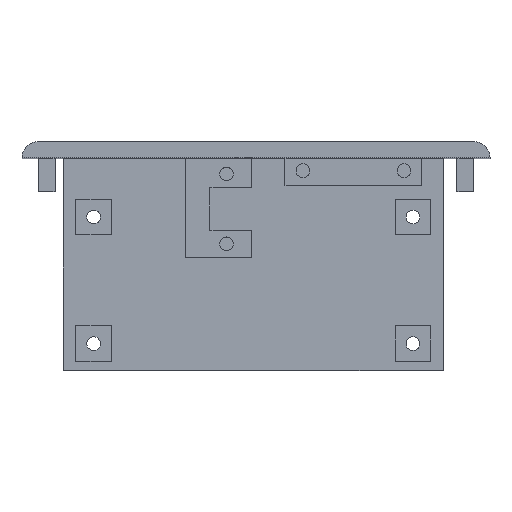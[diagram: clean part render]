
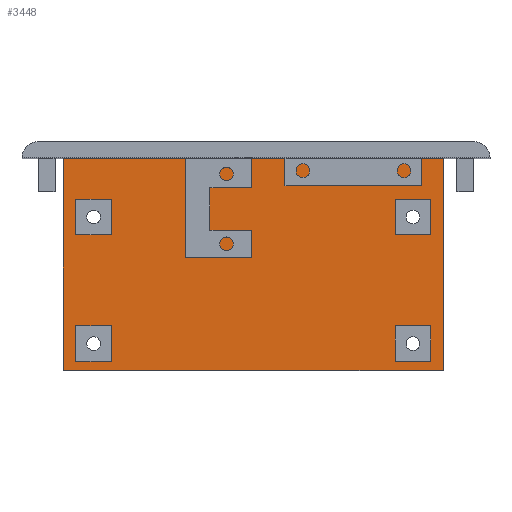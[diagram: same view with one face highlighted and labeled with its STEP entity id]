
A CAD part, top view. The second image highlights one B-rep face of the part: STEP entity #3448.
In plain terms, the highlighted planar face has unit normal (0, 0, 1).
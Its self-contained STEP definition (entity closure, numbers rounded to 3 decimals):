
#30=FACE_BOUND('',#425,.T.);
#31=FACE_BOUND('',#426,.T.);
#32=FACE_BOUND('',#427,.T.);
#33=FACE_BOUND('',#428,.T.);
#224=FACE_OUTER_BOUND('',#424,.T.);
#424=EDGE_LOOP('',(#2683,#2684,#2685,#2686));
#425=EDGE_LOOP('',(#2687,#2688,#2689,#2690));
#426=EDGE_LOOP('',(#2691,#2692,#2693,#2694));
#427=EDGE_LOOP('',(#2695,#2696,#2697,#2698));
#428=EDGE_LOOP('',(#2699,#2700,#2701,#2702));
#715=LINE('',#5060,#1155);
#719=LINE('',#5067,#1159);
#723=LINE('',#5077,#1163);
#725=LINE('',#5080,#1165);
#728=LINE('',#5089,#1168);
#732=LINE('',#5096,#1172);
#736=LINE('',#5106,#1176);
#738=LINE('',#5109,#1178);
#741=LINE('',#5118,#1181);
#745=LINE('',#5125,#1185);
#749=LINE('',#5135,#1189);
#751=LINE('',#5138,#1191);
#754=LINE('',#5147,#1194);
#758=LINE('',#5154,#1198);
#762=LINE('',#5164,#1202);
#764=LINE('',#5167,#1204);
#777=LINE('',#5196,#1217);
#785=LINE('',#5214,#1225);
#788=LINE('',#5219,#1228);
#789=LINE('',#5220,#1229);
#1155=VECTOR('',#4128,10.);
#1159=VECTOR('',#4134,10.);
#1163=VECTOR('',#4144,10.);
#1165=VECTOR('',#4148,10.);
#1168=VECTOR('',#4155,10.);
#1172=VECTOR('',#4161,10.);
#1176=VECTOR('',#4171,10.);
#1178=VECTOR('',#4175,10.);
#1181=VECTOR('',#4182,10.);
#1185=VECTOR('',#4188,10.);
#1189=VECTOR('',#4198,10.);
#1191=VECTOR('',#4202,10.);
#1194=VECTOR('',#4209,10.);
#1198=VECTOR('',#4215,10.);
#1202=VECTOR('',#4225,10.);
#1204=VECTOR('',#4229,10.);
#1217=VECTOR('',#4252,10.);
#1225=VECTOR('',#4264,10.);
#1228=VECTOR('',#4269,10.);
#1229=VECTOR('',#4270,10.);
#1553=VERTEX_POINT('',#5057);
#1554=VERTEX_POINT('',#5059);
#1556=VERTEX_POINT('',#5065);
#1559=VERTEX_POINT('',#5075);
#1562=VERTEX_POINT('',#5086);
#1563=VERTEX_POINT('',#5088);
#1565=VERTEX_POINT('',#5094);
#1568=VERTEX_POINT('',#5104);
#1571=VERTEX_POINT('',#5115);
#1572=VERTEX_POINT('',#5117);
#1574=VERTEX_POINT('',#5123);
#1577=VERTEX_POINT('',#5133);
#1580=VERTEX_POINT('',#5144);
#1581=VERTEX_POINT('',#5146);
#1583=VERTEX_POINT('',#5152);
#1586=VERTEX_POINT('',#5162);
#1596=VERTEX_POINT('',#5193);
#1597=VERTEX_POINT('',#5195);
#1604=VERTEX_POINT('',#5211);
#1605=VERTEX_POINT('',#5213);
#1935=EDGE_CURVE('',#1554,#1553,#715,.T.);
#1939=EDGE_CURVE('',#1553,#1556,#719,.T.);
#1944=EDGE_CURVE('',#1556,#1559,#723,.T.);
#1946=EDGE_CURVE('',#1559,#1554,#725,.T.);
#1949=EDGE_CURVE('',#1563,#1562,#728,.T.);
#1953=EDGE_CURVE('',#1562,#1565,#732,.T.);
#1958=EDGE_CURVE('',#1565,#1568,#736,.T.);
#1960=EDGE_CURVE('',#1568,#1563,#738,.T.);
#1963=EDGE_CURVE('',#1572,#1571,#741,.T.);
#1967=EDGE_CURVE('',#1571,#1574,#745,.T.);
#1972=EDGE_CURVE('',#1574,#1577,#749,.T.);
#1974=EDGE_CURVE('',#1577,#1572,#751,.T.);
#1977=EDGE_CURVE('',#1581,#1580,#754,.T.);
#1981=EDGE_CURVE('',#1580,#1583,#758,.T.);
#1986=EDGE_CURVE('',#1583,#1586,#762,.T.);
#1988=EDGE_CURVE('',#1586,#1581,#764,.T.);
#2001=EDGE_CURVE('',#1596,#1597,#777,.T.);
#2009=EDGE_CURVE('',#1605,#1604,#785,.T.);
#2012=EDGE_CURVE('',#1604,#1597,#788,.F.);
#2013=EDGE_CURVE('',#1605,#1596,#789,.T.);
#2683=ORIENTED_EDGE('',*,*,#2012,.T.);
#2684=ORIENTED_EDGE('',*,*,#2001,.F.);
#2685=ORIENTED_EDGE('',*,*,#2013,.F.);
#2686=ORIENTED_EDGE('',*,*,#2009,.T.);
#2687=ORIENTED_EDGE('',*,*,#1935,.T.);
#2688=ORIENTED_EDGE('',*,*,#1939,.T.);
#2689=ORIENTED_EDGE('',*,*,#1944,.T.);
#2690=ORIENTED_EDGE('',*,*,#1946,.T.);
#2691=ORIENTED_EDGE('',*,*,#1949,.T.);
#2692=ORIENTED_EDGE('',*,*,#1953,.T.);
#2693=ORIENTED_EDGE('',*,*,#1958,.T.);
#2694=ORIENTED_EDGE('',*,*,#1960,.T.);
#2695=ORIENTED_EDGE('',*,*,#1963,.T.);
#2696=ORIENTED_EDGE('',*,*,#1967,.T.);
#2697=ORIENTED_EDGE('',*,*,#1972,.T.);
#2698=ORIENTED_EDGE('',*,*,#1974,.T.);
#2699=ORIENTED_EDGE('',*,*,#1977,.T.);
#2700=ORIENTED_EDGE('',*,*,#1981,.T.);
#2701=ORIENTED_EDGE('',*,*,#1986,.T.);
#2702=ORIENTED_EDGE('',*,*,#1988,.T.);
#3271=PLANE('',#3671);
#3448=ADVANCED_FACE('',(#224,#30,#31,#32,#33),#3271,.T.);
#3671=AXIS2_PLACEMENT_3D('',#5218,#4267,#4268);
#4128=DIRECTION('',(0.,1.,0.));
#4134=DIRECTION('',(1.,0.,0.));
#4144=DIRECTION('',(0.,-1.,0.));
#4148=DIRECTION('',(-1.,0.,0.));
#4155=DIRECTION('',(0.,1.,0.));
#4161=DIRECTION('',(1.,0.,0.));
#4171=DIRECTION('',(0.,-1.,0.));
#4175=DIRECTION('',(-1.,0.,0.));
#4182=DIRECTION('',(1.,0.,0.));
#4188=DIRECTION('',(0.,-1.,0.));
#4198=DIRECTION('',(-1.,0.,0.));
#4202=DIRECTION('',(0.,1.,0.));
#4209=DIRECTION('',(-1.,0.,0.));
#4215=DIRECTION('',(0.,1.,0.));
#4225=DIRECTION('',(1.,0.,0.));
#4229=DIRECTION('',(0.,-1.,0.));
#4252=DIRECTION('',(0.,-1.,0.));
#4264=DIRECTION('',(0.,-1.,0.));
#4267=DIRECTION('center_axis',(0.,0.,
1.));
#4268=DIRECTION('ref_axis',(-1.,0.,0.));
#4269=DIRECTION('',(-1.,0.,0.));
#4270=DIRECTION('',(1.,0.,0.));
#5057=CARTESIAN_POINT('',(17.254,32.783,8.5));
#5059=CARTESIAN_POINT('',(17.254,26.283,8.5));
#5060=CARTESIAN_POINT('',(17.254,47.969,8.5));
#5065=CARTESIAN_POINT('',(23.754,32.783,8.5));
#5067=CARTESIAN_POINT('',(53.879,32.783,8.5));
#5075=CARTESIAN_POINT('',(23.754,26.283,8.5));
#5077=CARTESIAN_POINT('',(23.754,44.719,8.5));
#5080=CARTESIAN_POINT('',(50.629,26.283,8.5));
#5086=CARTESIAN_POINT('',(75.254,32.783,8.5));
#5088=CARTESIAN_POINT('',(75.254,26.283,8.5));
#5089=CARTESIAN_POINT('',(75.254,47.969,8.5));
#5094=CARTESIAN_POINT('',(81.754,32.783,8.5));
#5096=CARTESIAN_POINT('',(82.879,32.783,8.5));
#5104=CARTESIAN_POINT('',(81.754,26.283,8.5));
#5106=CARTESIAN_POINT('',(81.754,44.719,8.5));
#5109=CARTESIAN_POINT('',(79.629,26.283,8.5));
#5115=CARTESIAN_POINT('',(23.754,55.783,8.5));
#5117=CARTESIAN_POINT('',(17.254,55.783,8.5));
#5118=CARTESIAN_POINT('',(53.879,55.783,8.5));
#5123=CARTESIAN_POINT('',(23.754,49.283,8.5));
#5125=CARTESIAN_POINT('',(23.754,56.219,8.5));
#5133=CARTESIAN_POINT('',(17.254,49.283,8.5));
#5135=CARTESIAN_POINT('',(50.629,49.283,8.5));
#5138=CARTESIAN_POINT('',(17.254,59.469,8.5));
#5144=CARTESIAN_POINT('',(75.254,49.283,8.5));
#5146=CARTESIAN_POINT('',(81.754,49.283,8.5));
#5147=CARTESIAN_POINT('',(79.629,49.283,8.5));
#5152=CARTESIAN_POINT('',(75.254,55.783,8.5));
#5154=CARTESIAN_POINT('',(75.254,59.469,8.5));
#5162=CARTESIAN_POINT('',(81.754,55.783,8.5));
#5164=CARTESIAN_POINT('',(82.879,55.783,8.5));
#5167=CARTESIAN_POINT('',(81.754,56.219,8.5));
#5193=CARTESIAN_POINT('',(84.004,63.155,8.5));
#5195=CARTESIAN_POINT('',(84.004,24.655,8.5));
#5196=CARTESIAN_POINT('',(84.004,63.155,8.5));
#5211=CARTESIAN_POINT('',(15.004,24.655,8.5));
#5213=CARTESIAN_POINT('',(15.004,63.155,8.5));
#5214=CARTESIAN_POINT('',(15.004,63.155,8.5));
#5218=CARTESIAN_POINT('Origin',(84.004,63.155,8.5));
#5219=CARTESIAN_POINT('',(66.754,24.655,8.5));
#5220=CARTESIAN_POINT('',(45.754,63.155,8.5));
